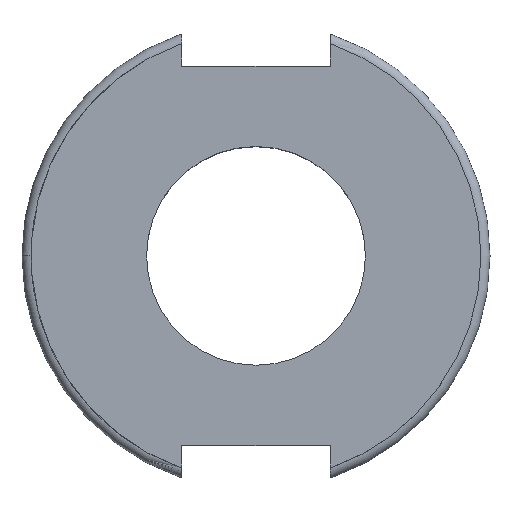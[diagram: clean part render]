
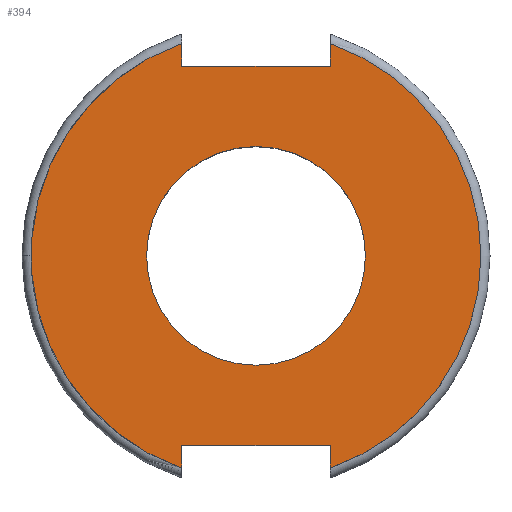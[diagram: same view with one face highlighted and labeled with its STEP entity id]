
A CAD part, top view. The second image highlights one B-rep face of the part: STEP entity #394.
In plain terms, the highlighted planar face has unit normal (0, 0, 1).
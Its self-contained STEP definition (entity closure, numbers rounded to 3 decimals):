
#7 = ORIENTED_EDGE ( 'NONE', *, *, #433, .T. ) ;
#10 = CARTESIAN_POINT ( 'NONE',  ( 11., 11., 0. ) ) ;
#29 = FACE_OUTER_BOUND ( 'NONE', #677, .T. ) ;
#51 = CARTESIAN_POINT ( 'NONE',  ( 11., 11., 0. ) ) ;
#57 = DIRECTION ( 'NONE',  ( 1., 0., 0. ) ) ;
#76 = EDGE_CURVE ( 'NONE', #125, #323, #804, .T. ) ;
#84 = LINE ( 'NONE', #919, #739 ) ;
#99 = DIRECTION ( 'NONE',  ( 0., 1., 0. ) ) ;
#102 = CIRCLE ( 'NONE', #553, 4.5 ) ;
#106 = PLANE ( 'NONE',  #886 ) ;
#113 = CARTESIAN_POINT ( 'NONE',  ( 14.056, 3.2, 0. ) ) ;
#115 = DIRECTION ( 'NONE',  ( 1., 0., 0. ) ) ;
#125 = VERTEX_POINT ( 'NONE', #206 ) ;
#160 = VERTEX_POINT ( 'NONE', #708 ) ;
#189 = EDGE_CURVE ( 'NONE', #456, #309, #209, .T. ) ;
#202 = ORIENTED_EDGE ( 'NONE', *, *, #615, .T. ) ;
#206 = CARTESIAN_POINT ( 'NONE',  ( 15.5, 11., 0. ) ) ;
#207 = DIRECTION ( 'NONE',  ( 1., 0., 0. ) ) ;
#209 = LINE ( 'NONE', #584, #271 ) ;
#220 = CARTESIAN_POINT ( 'NONE',  ( 11., 11., 0. ) ) ;
#223 = LINE ( 'NONE', #607, #680 ) ;
#225 = EDGE_CURVE ( 'NONE', #463, #396, #407, .T. ) ;
#271 = VECTOR ( 'NONE', #289, 1000. ) ;
#277 = DIRECTION ( 'NONE',  ( 0., 0., 1. ) ) ;
#279 = CIRCLE ( 'NONE', #815, 9.25 ) ;
#285 = ORIENTED_EDGE ( 'NONE', *, *, #189, .T. ) ;
#288 = CARTESIAN_POINT ( 'NONE',  ( 14.056, 2.269, 0. ) ) ;
#289 = DIRECTION ( 'NONE',  ( -1., 0., 0. ) ) ;
#291 = VERTEX_POINT ( 'NONE', #839 ) ;
#298 = ORIENTED_EDGE ( 'NONE', *, *, #753, .T. ) ;
#309 = VERTEX_POINT ( 'NONE', #906 ) ;
#311 = EDGE_CURVE ( 'NONE', #833, #160, #223, .T. ) ;
#316 = VECTOR ( 'NONE', #404, 1000. ) ;
#319 = AXIS2_PLACEMENT_3D ( 'NONE', #879, #561, #57 ) ;
#323 = VERTEX_POINT ( 'NONE', #844 ) ;
#327 = EDGE_LOOP ( 'NONE', ( #937, #329 ) ) ;
#329 = ORIENTED_EDGE ( 'NONE', *, *, #848, .F. ) ;
#330 = CARTESIAN_POINT ( 'NONE',  ( 7.944, 19.731, 0. ) ) ;
#360 = ORIENTED_EDGE ( 'NONE', *, *, #311, .T. ) ;
#361 = CARTESIAN_POINT ( 'NONE',  ( 11., 11., 0. ) ) ;
#371 = CIRCLE ( 'NONE', #741, 9.25 ) ;
#388 = VERTEX_POINT ( 'NONE', #330 ) ;
#394 = ADVANCED_FACE ( 'NONE', ( #750, #29 ), #106, .T. ) ;
#396 = VERTEX_POINT ( 'NONE', #485 ) ;
#404 = DIRECTION ( 'NONE',  ( 1., 0., 0. ) ) ;
#407 = CIRCLE ( 'NONE', #476, 9.25 ) ;
#408 = CARTESIAN_POINT ( 'NONE',  ( 11., 11., 0. ) ) ;
#433 = EDGE_CURVE ( 'NONE', #160, #652, #670, .T. ) ;
#444 = DIRECTION ( 'NONE',  ( 1., 0., 0. ) ) ;
#451 = LINE ( 'NONE', #565, #870 ) ;
#456 = VERTEX_POINT ( 'NONE', #627 ) ;
#463 = VERTEX_POINT ( 'NONE', #928 ) ;
#464 = CARTESIAN_POINT ( 'NONE',  ( 7.944, 2.269, 0. ) ) ;
#472 = ORIENTED_EDGE ( 'NONE', *, *, #487, .T. ) ;
#476 = AXIS2_PLACEMENT_3D ( 'NONE', #361, #676, #444 ) ;
#485 = CARTESIAN_POINT ( 'NONE',  ( 14.056, 19.731, 0. ) ) ;
#487 = EDGE_CURVE ( 'NONE', #396, #456, #84, .T. ) ;
#492 = DIRECTION ( 'NONE',  ( 0., -1., 0. ) ) ;
#506 = DIRECTION ( 'NONE',  ( 0., 1., 0. ) ) ;
#509 = EDGE_CURVE ( 'NONE', #291, #463, #371, .T. ) ;
#517 = DIRECTION ( 'NONE',  ( 1., 0., 0. ) ) ;
#553 = AXIS2_PLACEMENT_3D ( 'NONE', #10, #749, #517 ) ;
#561 = DIRECTION ( 'NONE',  ( 0., 0., 1. ) ) ;
#565 = CARTESIAN_POINT ( 'NONE',  ( 7.944, 19.731, 0. ) ) ;
#580 = DIRECTION ( 'NONE',  ( 1., 0., 0. ) ) ;
#584 = CARTESIAN_POINT ( 'NONE',  ( 14.056, 18.8, 0. ) ) ;
#587 = EDGE_CURVE ( 'NONE', #652, #291, #821, .T. ) ;
#607 = CARTESIAN_POINT ( 'NONE',  ( 7.944, 2.269, 0. ) ) ;
#615 = EDGE_CURVE ( 'NONE', #309, #388, #451, .T. ) ;
#624 = DIRECTION ( 'NONE',  ( 0., 0., 1. ) ) ;
#627 = CARTESIAN_POINT ( 'NONE',  ( 14.056, 18.8, 0. ) ) ;
#632 = ORIENTED_EDGE ( 'NONE', *, *, #587, .T. ) ;
#652 = VERTEX_POINT ( 'NONE', #731 ) ;
#670 = LINE ( 'NONE', #113, #316 ) ;
#676 = DIRECTION ( 'NONE',  ( 0., 0., 1. ) ) ;
#677 = EDGE_LOOP ( 'NONE', ( #360, #7, #632, #822, #784, #472, #285, #202, #298 ) ) ;
#680 = VECTOR ( 'NONE', #99, 1000. ) ;
#708 = CARTESIAN_POINT ( 'NONE',  ( 7.944, 3.2, 0. ) ) ;
#728 = DIRECTION ( 'NONE',  ( 0., 0., 1. ) ) ;
#731 = CARTESIAN_POINT ( 'NONE',  ( 14.056, 3.2, 0. ) ) ;
#739 = VECTOR ( 'NONE', #855, 1000. ) ;
#741 = AXIS2_PLACEMENT_3D ( 'NONE', #51, #277, #207 ) ;
#749 = DIRECTION ( 'NONE',  ( 0., 0., 1. ) ) ;
#750 = FACE_BOUND ( 'NONE', #327, .T. ) ;
#753 = EDGE_CURVE ( 'NONE', #388, #833, #279, .T. ) ;
#784 = ORIENTED_EDGE ( 'NONE', *, *, #225, .T. ) ;
#804 = CIRCLE ( 'NONE', #319, 4.5 ) ;
#815 = AXIS2_PLACEMENT_3D ( 'NONE', #220, #728, #580 ) ;
#821 = LINE ( 'NONE', #288, #933 ) ;
#822 = ORIENTED_EDGE ( 'NONE', *, *, #509, .T. ) ;
#833 = VERTEX_POINT ( 'NONE', #464 ) ;
#839 = CARTESIAN_POINT ( 'NONE',  ( 14.056, 2.269, 0. ) ) ;
#844 = CARTESIAN_POINT ( 'NONE',  ( 6.5, 11., 0. ) ) ;
#848 = EDGE_CURVE ( 'NONE', #323, #125, #102, .T. ) ;
#855 = DIRECTION ( 'NONE',  ( 0., -1., 0. ) ) ;
#870 = VECTOR ( 'NONE', #506, 1000. ) ;
#879 = CARTESIAN_POINT ( 'NONE',  ( 11., 11., 0. ) ) ;
#886 = AXIS2_PLACEMENT_3D ( 'NONE', #408, #624, #115 ) ;
#906 = CARTESIAN_POINT ( 'NONE',  ( 7.944, 18.8, 0. ) ) ;
#919 = CARTESIAN_POINT ( 'NONE',  ( 14.056, 19.731, 0. ) ) ;
#928 = CARTESIAN_POINT ( 'NONE',  ( 20.25, 11., 0. ) ) ;
#933 = VECTOR ( 'NONE', #492, 1000. ) ;
#937 = ORIENTED_EDGE ( 'NONE', *, *, #76, .F. ) ;
